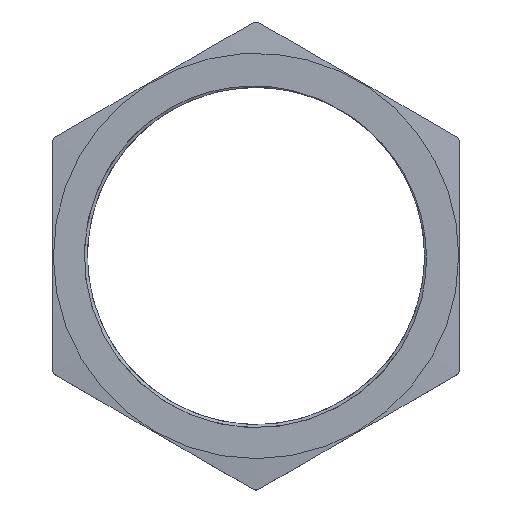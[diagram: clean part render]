
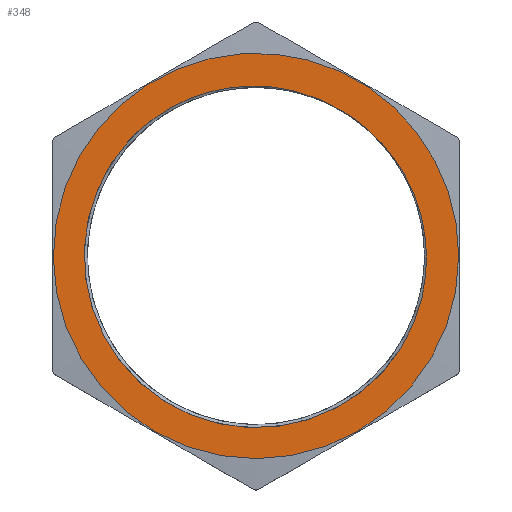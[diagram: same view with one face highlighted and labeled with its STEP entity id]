
A CAD part, top view. The second image highlights one B-rep face of the part: STEP entity #348.
In plain terms, the highlighted planar face has unit normal (0, 0, 1).
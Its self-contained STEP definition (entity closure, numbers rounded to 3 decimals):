
#18=FACE_BOUND('',#134,.T.);
#64=PLANE('',#392);
#66=CIRCLE('',#359,55.986);
#67=CIRCLE('',#361,56.987);
#69=CIRCLE('',#370,67.25);
#110=FACE_OUTER_BOUND('',#133,.T.);
#133=EDGE_LOOP('',(#322));
#134=EDGE_LOOP('',(#323,#324,#325,#326));
#137=B_SPLINE_CURVE_WITH_KNOTS('',3,(#816,#817,#818,#819,#820,#821,#822,
#823,#824,#825,#826,#827,#828,#829,#830,#831,#832,#833,#834),
 .UNSPECIFIED.,.F.,.F.,(4,3,3,3,3,3,4),(-7.791,-5.649,
-5.507,-3.028,-2.762,-0.848,
0.),.UNSPECIFIED.);
#142=B_SPLINE_CURVE_WITH_KNOTS('',3,(#1410,#1411,#1412,#1413,#1414,#1415,
#1416,#1417,#1418,#1419,#1420,#1421,#1422,#1423,#1424,#1425,#1426,#1427,
#1428),.UNSPECIFIED.,.F.,.F.,(4,3,3,3,3,3,4),(-7.788,-5.638,
-5.477,-2.981,-2.73,-0.814,
0.),.UNSPECIFIED.);
#145=VERTEX_POINT('',#753);
#146=VERTEX_POINT('',#815);
#148=VERTEX_POINT('',#899);
#150=VERTEX_POINT('',#1234);
#175=VERTEX_POINT('',#1511);
#179=EDGE_CURVE('',#145,#146,#137,.T.);
#183=EDGE_CURVE('',#148,#145,#66,.T.);
#186=EDGE_CURVE('',#150,#148,#142,.T.);
#187=EDGE_CURVE('',#150,#146,#67,.T.);
#213=EDGE_CURVE('',#175,#175,#69,.T.);
#322=ORIENTED_EDGE('',*,*,#213,.F.);
#323=ORIENTED_EDGE('',*,*,#187,.T.);
#324=ORIENTED_EDGE('',*,*,#179,.F.);
#325=ORIENTED_EDGE('',*,*,#183,.F.);
#326=ORIENTED_EDGE('',*,*,#186,.F.);
#348=ADVANCED_FACE('',(#110,#18),#64,.T.);
#359=AXIS2_PLACEMENT_3D('',#961,#399,#400);
#361=AXIS2_PLACEMENT_3D('',#1430,#403,#404);
#370=AXIS2_PLACEMENT_3D('',#1512,#433,#434);
#392=AXIS2_PLACEMENT_3D('',#1535,#477,#478);
#399=DIRECTION('center_axis',(0.,0.,1.));
#400=DIRECTION('ref_axis',(-1.,0.,0.));
#403=DIRECTION('center_axis',(0.,0.,-1.));
#404=DIRECTION('ref_axis',(-1.,0.,0.));
#433=DIRECTION('center_axis',(0.,0.,-1.));
#434=DIRECTION('ref_axis',(-1.,0.,0.));
#477=DIRECTION('center_axis',(0.,0.,1.));
#478=DIRECTION('ref_axis',(1.,0.,0.));
#753=CARTESIAN_POINT('',(29.105,47.827,14.));
#815=CARTESIAN_POINT('',(-42.002,38.514,14.));
#816=CARTESIAN_POINT('Ctrl Pts',(29.107,47.828,14.));
#817=CARTESIAN_POINT('Ctrl Pts',(23.055,51.611,14.));
#818=CARTESIAN_POINT('Ctrl Pts',(16.294,54.227,14.));
#819=CARTESIAN_POINT('Ctrl Pts',(9.287,55.496,14.));
#820=CARTESIAN_POINT('Ctrl Pts',(8.823,55.58,14.));
#821=CARTESIAN_POINT('Ctrl Pts',(8.358,55.658,14.));
#822=CARTESIAN_POINT('Ctrl Pts',(7.892,55.73,14.));
#823=CARTESIAN_POINT('Ctrl Pts',(-0.252,56.991,14.));
#824=CARTESIAN_POINT('Ctrl Pts',(-8.685,56.424,14.));
#825=CARTESIAN_POINT('Ctrl Pts',(-16.582,54.12,14.));
#826=CARTESIAN_POINT('Ctrl Pts',(-17.428,53.874,14.));
#827=CARTESIAN_POINT('Ctrl Pts',(-18.269,53.607,14.));
#828=CARTESIAN_POINT('Ctrl Pts',(-19.102,53.32,14.));
#829=CARTESIAN_POINT('Ctrl Pts',(-25.111,51.254,14.));
#830=CARTESIAN_POINT('Ctrl Pts',(-30.775,48.147,14.));
#831=CARTESIAN_POINT('Ctrl Pts',(-35.766,44.219,14.));
#832=CARTESIAN_POINT('Ctrl Pts',(-37.978,42.479,14.));
#833=CARTESIAN_POINT('Ctrl Pts',(-40.064,40.573,14.));
#834=CARTESIAN_POINT('Ctrl Pts',(-42.002,38.514,14.));
#899=CARTESIAN_POINT('',(38.747,40.412,14.));
#961=CARTESIAN_POINT('Origin',(0.,0.,14.));
#1234=CARTESIAN_POINT('',(48.009,-30.701,14.));
#1410=CARTESIAN_POINT('Ctrl Pts',(48.01,-30.703,14.));
#1411=CARTESIAN_POINT('Ctrl Pts',(51.79,-24.611,14.));
#1412=CARTESIAN_POINT('Ctrl Pts',(54.409,-17.819,14.));
#1413=CARTESIAN_POINT('Ctrl Pts',(55.682,-10.781,14.));
#1414=CARTESIAN_POINT('Ctrl Pts',(55.777,-10.254,14.));
#1415=CARTESIAN_POINT('Ctrl Pts',(55.865,-9.726,14.));
#1416=CARTESIAN_POINT('Ctrl Pts',(55.945,-9.197,14.));
#1417=CARTESIAN_POINT('Ctrl Pts',(57.186,-0.992,14.));
#1418=CARTESIAN_POINT('Ctrl Pts',(56.585,7.499,14.));
#1419=CARTESIAN_POINT('Ctrl Pts',(54.22,15.436,14.));
#1420=CARTESIAN_POINT('Ctrl Pts',(53.982,16.235,14.));
#1421=CARTESIAN_POINT('Ctrl Pts',(53.726,17.029,14.));
#1422=CARTESIAN_POINT('Ctrl Pts',(53.452,17.817,14.));
#1423=CARTESIAN_POINT('Ctrl Pts',(51.361,23.829,14.));
#1424=CARTESIAN_POINT('Ctrl Pts',(48.222,29.489,14.));
#1425=CARTESIAN_POINT('Ctrl Pts',(44.253,34.459,14.));
#1426=CARTESIAN_POINT('Ctrl Pts',(42.567,36.569,14.));
#1427=CARTESIAN_POINT('Ctrl Pts',(40.729,38.56,14.));
#1428=CARTESIAN_POINT('Ctrl Pts',(38.747,40.412,14.));
#1430=CARTESIAN_POINT('Origin',(0.,0.,14.));
#1511=CARTESIAN_POINT('',(67.25,0.,14.));
#1512=CARTESIAN_POINT('Origin',(0.,0.,14.));
#1535=CARTESIAN_POINT('Origin',(67.224,-38.812,14.));
